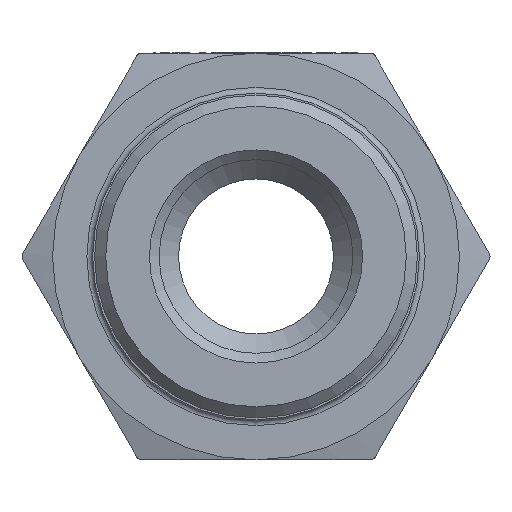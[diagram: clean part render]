
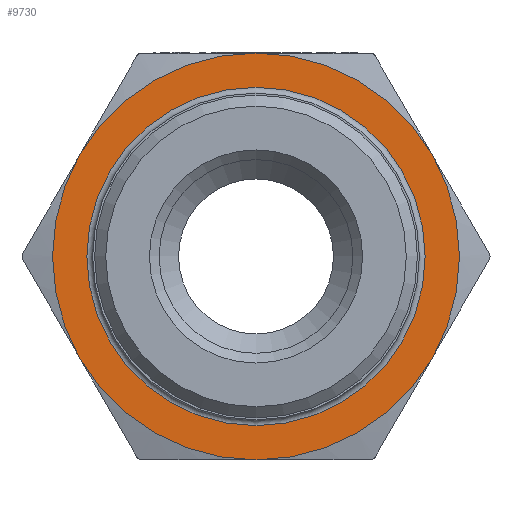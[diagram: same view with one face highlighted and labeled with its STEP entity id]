
A CAD part, left-side view. The second image highlights one B-rep face of the part: STEP entity #9730.
In plain terms, the highlighted planar face has unit normal (-1, 0, 0).
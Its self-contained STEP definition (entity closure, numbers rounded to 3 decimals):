
#169 = EDGE_CURVE ( 'NONE', #11556, #11558, #3988, .T. ) ;
#175 = EDGE_CURVE ( 'NONE', #7782, #11590, #3968, .T. ) ;
#186 = EDGE_CURVE ( 'NONE', #7575, #7782, #3998, .T. ) ;
#187 = EDGE_CURVE ( 'NONE', #9469, #9469, #4015, .T. ) ;
#199 = EDGE_CURVE ( 'NONE', #11590, #1789, #4042, .T. ) ;
#200 = EDGE_CURVE ( 'NONE', #1789, #11556, #4048, .T. ) ;
#206 = EDGE_CURVE ( 'NONE', #11558, #7575, #4035, .T. ) ;
#843 = CARTESIAN_POINT ( 'NONE',  ( -5.25, 0., -10.5 ) ) ;
#1148 = CARTESIAN_POINT ( 'NONE',  ( -5.25, 0., 10.5 ) ) ;
#1162 = CARTESIAN_POINT ( 'NONE',  ( -5.25, 9.093, 5.25 ) ) ;
#1789 = VERTEX_POINT ( 'NONE', #843 ) ;
#2056 = EDGE_LOOP ( 'NONE', ( #14412, #14034, #14059, #14084, #14071, #14038 ) ) ;
#2151 = EDGE_LOOP ( 'NONE', ( #14423 ) ) ;
#3968 = CIRCLE ( 'NONE', #3993, 10.5 ) ;
#3977 = AXIS2_PLACEMENT_3D ( 'NONE', #10379, #10389, #10425 ) ;
#3988 = CIRCLE ( 'NONE', #3977, 10.5 ) ;
#3993 = AXIS2_PLACEMENT_3D ( 'NONE', #10416, #10417, #10466 ) ;
#3998 = CIRCLE ( 'NONE', #4006, 10.5 ) ;
#4006 = AXIS2_PLACEMENT_3D ( 'NONE', #10487, #10489, #10527 ) ;
#4015 = CIRCLE ( 'NONE', #4047, 8.731 ) ;
#4028 = AXIS2_PLACEMENT_3D ( 'NONE', #10562, #10569, #10549 ) ;
#4032 = AXIS2_PLACEMENT_3D ( 'NONE', #10545, #10543, #10561 ) ;
#4035 = CIRCLE ( 'NONE', #4028, 10.5 ) ;
#4042 = CIRCLE ( 'NONE', #4062, 10.5 ) ;
#4047 = AXIS2_PLACEMENT_3D ( 'NONE', #10516, #10488, #10525 ) ;
#4048 = CIRCLE ( 'NONE', #4032, 10.5 ) ;
#4062 = AXIS2_PLACEMENT_3D ( 'NONE', #10536, #10563, #10547 ) ;
#4540 = AXIS2_PLACEMENT_3D ( 'NONE', #11096, #11097, #11076 ) ;
#7575 = VERTEX_POINT ( 'NONE', #1148 ) ;
#7782 = VERTEX_POINT ( 'NONE', #1162 ) ;
#9453 = CARTESIAN_POINT ( 'NONE',  ( -5.25, 9.093, -5.25 ) ) ;
#9458 = CARTESIAN_POINT ( 'NONE',  ( -5.25, -9.093, 5.25 ) ) ;
#9469 = VERTEX_POINT ( 'NONE', #9474 ) ;
#9472 = CARTESIAN_POINT ( 'NONE',  ( -5.25, -9.093, -5.25 ) ) ;
#9474 = CARTESIAN_POINT ( 'NONE',  ( -5.25, 0., 8.731 ) ) ;
#9730 = ADVANCED_FACE ( 'NONE', ( #11095, #11077 ), #11090, .T. ) ;
#10379 = CARTESIAN_POINT ( 'NONE',  ( -5.25, 0., 0. ) ) ;
#10389 = DIRECTION ( 'NONE',  ( -1., 0., 0. ) ) ;
#10416 = CARTESIAN_POINT ( 'NONE',  ( -5.25, 0., 0. ) ) ;
#10417 = DIRECTION ( 'NONE',  ( -1., 0., 0. ) ) ;
#10425 = DIRECTION ( 'NONE',  ( 0., 0., -1. ) ) ;
#10466 = DIRECTION ( 'NONE',  ( 0., 0., -1. ) ) ;
#10487 = CARTESIAN_POINT ( 'NONE',  ( -5.25, 0., 0. ) ) ;
#10488 = DIRECTION ( 'NONE',  ( -1., 0., 0. ) ) ;
#10489 = DIRECTION ( 'NONE',  ( -1., 0., 0. ) ) ;
#10516 = CARTESIAN_POINT ( 'NONE',  ( -5.25, 0., 0. ) ) ;
#10525 = DIRECTION ( 'NONE',  ( 0., 0., 1. ) ) ;
#10527 = DIRECTION ( 'NONE',  ( 0., 0., -1. ) ) ;
#10536 = CARTESIAN_POINT ( 'NONE',  ( -5.25, 0., 0. ) ) ;
#10543 = DIRECTION ( 'NONE',  ( -1., 0., 0. ) ) ;
#10545 = CARTESIAN_POINT ( 'NONE',  ( -5.25, 0., 0. ) ) ;
#10547 = DIRECTION ( 'NONE',  ( 0., 0., -1. ) ) ;
#10549 = DIRECTION ( 'NONE',  ( 0., 0., -1. ) ) ;
#10561 = DIRECTION ( 'NONE',  ( 0., 0., -1. ) ) ;
#10562 = CARTESIAN_POINT ( 'NONE',  ( -5.25, 0., 0. ) ) ;
#10563 = DIRECTION ( 'NONE',  ( -1., 0., 0. ) ) ;
#10569 = DIRECTION ( 'NONE',  ( -1., 0., 0. ) ) ;
#11076 = DIRECTION ( 'NONE',  ( 0., -1., 0. ) ) ;
#11077 = FACE_BOUND ( 'NONE', #2151, .T. ) ;
#11090 = PLANE ( 'NONE',  #4540 ) ;
#11095 = FACE_OUTER_BOUND ( 'NONE', #2056, .T. ) ;
#11096 = CARTESIAN_POINT ( 'NONE',  ( -5.25, 0., 0. ) ) ;
#11097 = DIRECTION ( 'NONE',  ( -1., 0., 0. ) ) ;
#11556 = VERTEX_POINT ( 'NONE', #9472 ) ;
#11558 = VERTEX_POINT ( 'NONE', #9458 ) ;
#11590 = VERTEX_POINT ( 'NONE', #9453 ) ;
#14034 = ORIENTED_EDGE ( 'NONE', *, *, #199, .T. ) ;
#14038 = ORIENTED_EDGE ( 'NONE', *, *, #186, .T. ) ;
#14059 = ORIENTED_EDGE ( 'NONE', *, *, #200, .T. ) ;
#14071 = ORIENTED_EDGE ( 'NONE', *, *, #206, .T. ) ;
#14084 = ORIENTED_EDGE ( 'NONE', *, *, #169, .T. ) ;
#14412 = ORIENTED_EDGE ( 'NONE', *, *, #175, .T. ) ;
#14423 = ORIENTED_EDGE ( 'NONE', *, *, #187, .F. ) ;
